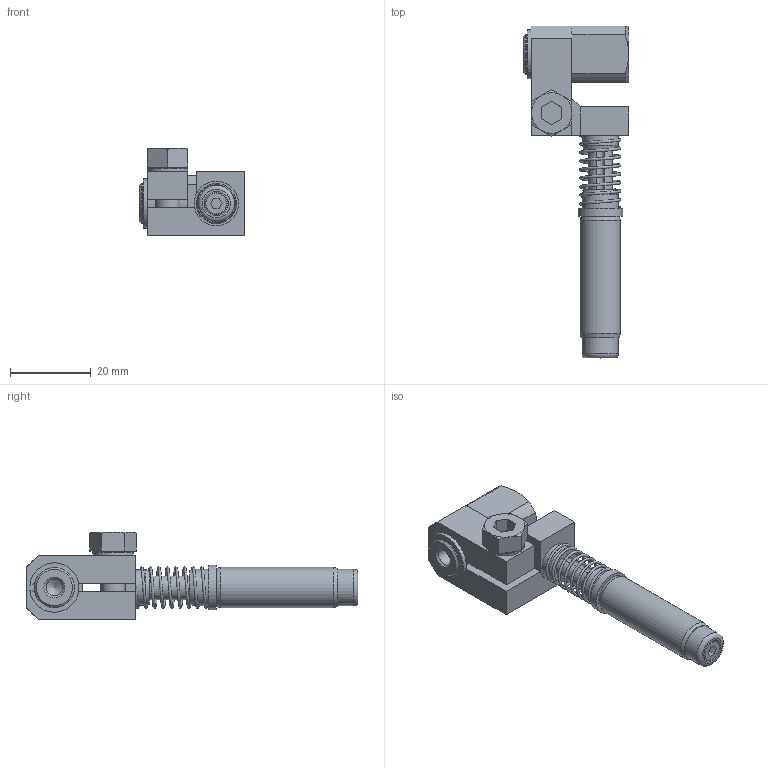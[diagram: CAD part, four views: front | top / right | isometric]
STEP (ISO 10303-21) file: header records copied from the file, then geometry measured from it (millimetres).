
FILE_DESCRIPTION((''),'2;1');
FILE_NAME('GR03.120B.stp','2014-05-05T16:02:59',('RKob'),(''),'Autodesk Inventor 2012','Autodesk Inventor 2012','');
FILE_SCHEMA(('AUTOMOTIVE_DESIGN { 1 0 10303 214 1 1 1 1 }'));
Length unit declared in the file: millimetre
Products named in the file (15): GR03; JSM-0608-06; Schnorr S6; I-A 6kt M6x16; Schnorr S3; DIN912-M3x8; SW 10
Assembly tree (15 placements, depth 2):
  GR03
    GR03
    GR03
    GR03
    GR03
    GR03
    GR03
    GR03
    JSM-0608-06  x2
    Schnorr S6
    I-A 6kt M6x16
    Schnorr S3
    DIN912-M3x8
    SW 10
    GR03
Bounding box: 26 x 82 x 21.7 mm (x, y, z)
Volume: 11742.8 mm3; surface area: 10889.2 mm2
Topology: 15 solids, 15 shells, 175 faces, 355 edges, 218 vertices
Faces by surface type: plane 89, cylinder 46, cone 37, torus 2, bspline 1
Full cylindrical faces by diameter (mm): 2 x1, 2.459 x1, 3 x1, 3.2 x1, 3.3 x1, 4 x2, 4.134 x4, 4.917 x1, 5.4 x1, 5.5 x1, 6 x4, 6.1 x1, 6.4 x1, 6.5 x1, 8 x4, 8.8 x1, 9 x2, 9.6 x1, 9.95 x3, 10 x2, 11 x1
Entity records: 5794 total; most frequent: CARTESIAN_POINT 2008, DIRECTION 778, ORIENTED_EDGE 556, AXIS2_PLACEMENT_3D 328, EDGE_CURVE 278, EDGE_LOOP 254, VERTEX_POINT 204, FACE_OUTER_BOUND 168
